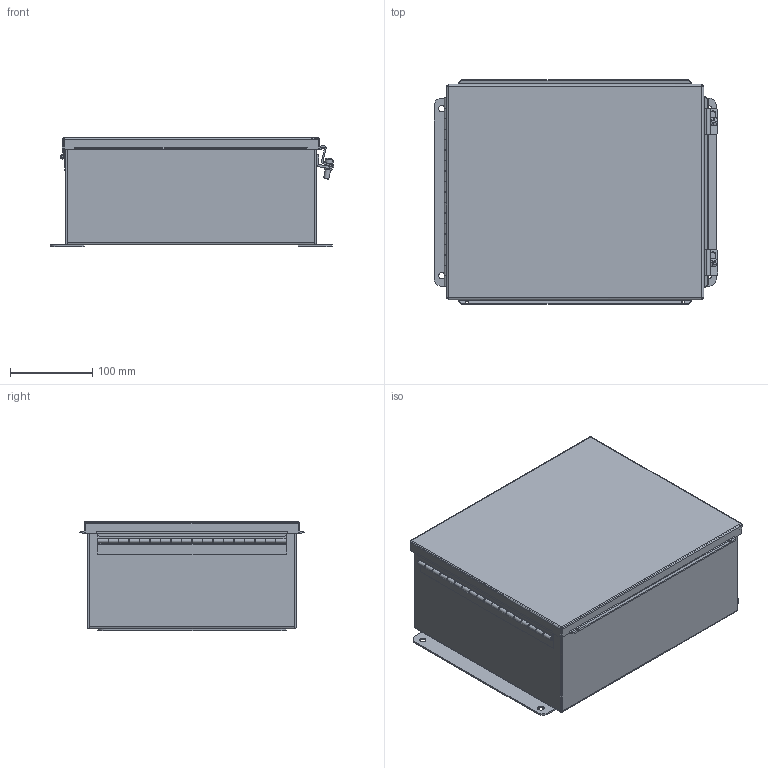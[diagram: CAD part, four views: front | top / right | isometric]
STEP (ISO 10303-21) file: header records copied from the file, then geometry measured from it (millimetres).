
FILE_DESCRIPTION((''),'2;1');
FILE_NAME('B121005CHS.iam.stp','2012-02-09T07:14:03',(''),(''),'Autodesk Inventor 2012','Autodesk Inventor 2012','');
FILE_SCHEMA(('AUTOMOTIVE_DESIGN { 1 0 10303 214 1 1 1 1 }'));
Length unit declared in the file: inch
Products named in the file (14): B121005CHS; 3499; 3484; C1001; C1002; 372134; B121005CHSBKP; 328122; 328122LH; 328122P; 328122TH; 316166 (10x12); 38811; B1210CHSLID
Assembly tree (21 placements, depth 3):
  B121005CHS
    3499  x4
    3484  x2
    C1001  x2
    C1002  x2
    372134  x2
    B121005CHSBKP
    328122
      328122LH
      328122P
      328122TH
    316166 (10x12)  x2
    38811
    B1210CHSLID
Bounding box: 345.07 x 272.78 x 132.58 mm (x, y, z)
Volume: 718918.6 mm3; surface area: 773264.2 mm2
Topology: 20 solids, 20 shells, 479 faces, 1173 edges, 743 vertices
Faces by surface type: plane 311, cylinder 123, bspline 36, sphere 4, cone 3, torus 2
Full cylindrical faces by diameter (mm): 2.54 x1, 2.957 x18, 3.556 x2, 3.962 x4, 4.826 x1, 4.978 x2, 6.35 x3, 7.62 x4, 7.874 x4, 8.738 x2, 10.402 x2, 15.875 x4
Entity records: 12045 total; most frequent: CARTESIAN_POINT 2662, DIRECTION 1770, ORIENTED_EDGE 1744, EDGE_CURVE 872, VECTOR 664, LINE 664, VERTEX_POINT 562, AXIS2_PLACEMENT_3D 553
